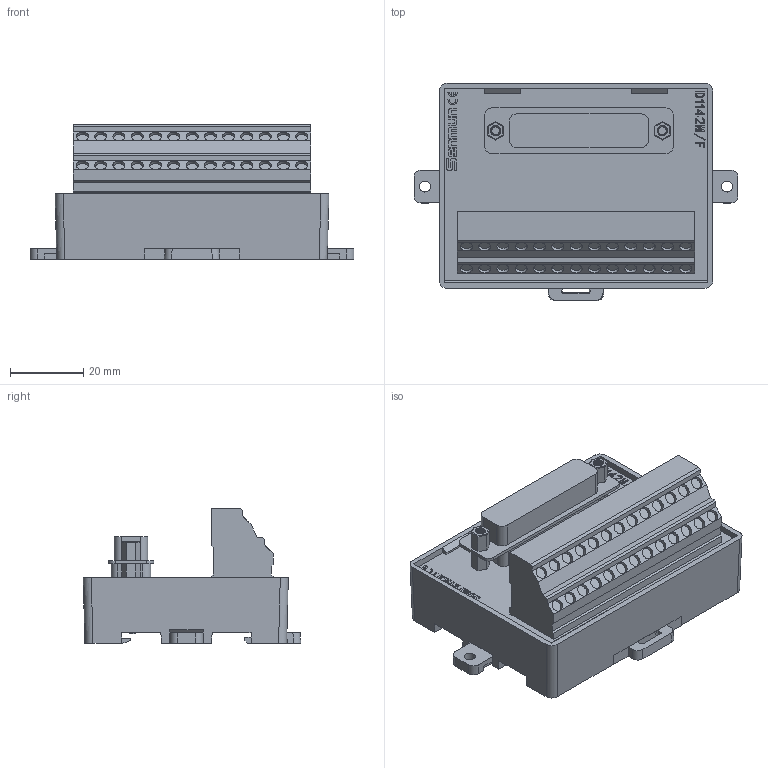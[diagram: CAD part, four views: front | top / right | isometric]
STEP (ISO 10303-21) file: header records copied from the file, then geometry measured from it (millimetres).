
FILE_DESCRIPTION(/* description */ (''),/* implementation_level */ '2;1');
FILE_NAME(/* name */ 'D1142M_F-E.stp',/* time_stamp */ '2024-08-08T17:06:42+08:00',/* author */ (''),/* organization */ (''),/* preprocessor_version */ 'ST-DEVELOPER v14',/* originating_system */ 'SIEMENS PLM Software NX 8.0',/* authorisation */ '');
FILE_SCHEMA (('AUTOMOTIVE_DESIGN { 1 0 10303 214 3 1 1 1 }'));
Length unit declared in the file: millimetre
Products named in the file (1): D1142M_F-E 3D_stp
Bounding box: 88.6 x 59.51 x 36.91 mm (x, y, z)
Volume: 85425.5 mm3; surface area: 21453.1 mm2
Topology: 3 solids, 3 shells, 602 faces, 1578 edges, 1045 vertices
Faces by surface type: plane 495, cylinder 84, extrusion 9, bspline 8, cone 6
Full cylindrical faces by diameter (mm): 3 x2, 3.3 x26
Entity records: 24463 total; most frequent: CARTESIAN_POINT 8482, ORIENTED_EDGE 3066, DIRECTION 2850, EDGE_CURVE 1533, VECTOR 1314, LINE 1305, VERTEX_POINT 1030, AXIS2_PLACEMENT_3D 768
